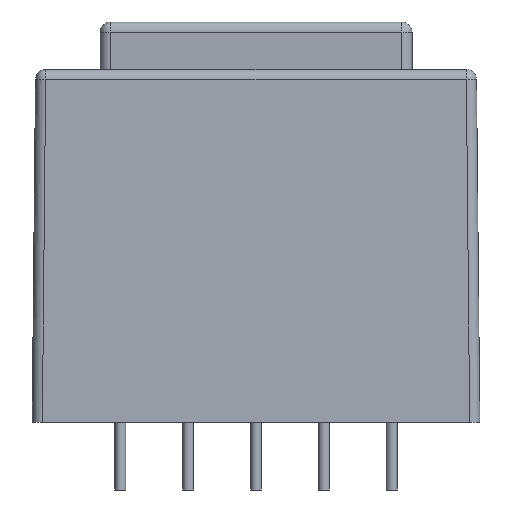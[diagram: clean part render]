
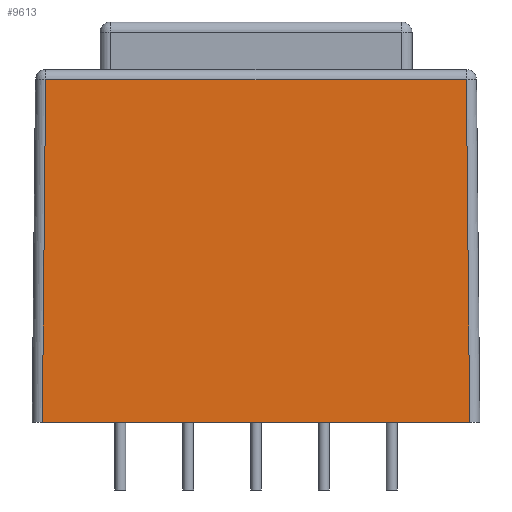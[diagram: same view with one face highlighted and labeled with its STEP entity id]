
A CAD part, front view. The second image highlights one B-rep face of the part: STEP entity #9613.
In plain terms, the highlighted planar face has unit normal (0, -1, 0.01).
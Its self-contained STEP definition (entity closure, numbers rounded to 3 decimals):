
#820=PLANE('',#10245);
#1118=FACE_OUTER_BOUND('',#1682,.T.);
#1682=EDGE_LOOP('',(#6686,#6687,#6688,#6689));
#2259=LINE('',#12529,#3184);
#2262=LINE('',#12536,#3187);
#2267=LINE('',#12547,#3192);
#2275=LINE('',#12565,#3200);
#3184=VECTOR('',#10726,10.);
#3187=VECTOR('',#10733,10.);
#3192=VECTOR('',#10746,10.);
#3200=VECTOR('',#10766,10.);
#4185=VERTEX_POINT('',#12515);
#4190=VERTEX_POINT('',#12525);
#4191=VERTEX_POINT('',#12532);
#4194=VERTEX_POINT('',#12545);
#5173=EDGE_CURVE('',#4185,#4190,#2259,.T.);
#5177=EDGE_CURVE('',#4190,#4191,#2262,.T.);
#5183=EDGE_CURVE('',#4194,#4185,#2267,.T.);
#5193=EDGE_CURVE('',#4191,#4194,#2275,.T.);
#6686=ORIENTED_EDGE('',*,*,#5177,.F.);
#6687=ORIENTED_EDGE('',*,*,#5173,.F.);
#6688=ORIENTED_EDGE('',*,*,#5183,.F.);
#6689=ORIENTED_EDGE('',*,*,#5193,.F.);
#9613=ADVANCED_FACE('',(#1118),#820,.T.);
#10245=AXIS2_PLACEMENT_3D('',#12564,#10764,#10765);
#10726=DIRECTION('',(1.,0.,0.));
#10733=DIRECTION('',(0.01,-0.01,-1.));
#10746=DIRECTION('',(0.01,0.01,1.));
#10764=DIRECTION('center_axis',(0.,-1.,
0.01));
#10765=DIRECTION('ref_axis',(0.,-0.01,
-1.));
#10766=DIRECTION('',(-1.,0.,0.));
#12515=CARTESIAN_POINT('',(-15.507,-13.757,25.257));
#12525=CARTESIAN_POINT('',(15.507,-13.757,25.257));
#12529=CARTESIAN_POINT('',(8.125,-13.757,25.257));
#12532=CARTESIAN_POINT('',(15.75,-14.,0.));
#12536=CARTESIAN_POINT('',(15.499,-13.749,26.125));
#12545=CARTESIAN_POINT('',(-15.75,-14.,0.));
#12547=CARTESIAN_POINT('',(-15.499,-13.749,26.149));
#12564=CARTESIAN_POINT('Origin',(16.25,-13.75,26.));
#12565=CARTESIAN_POINT('',(16.5,-14.,0.));
